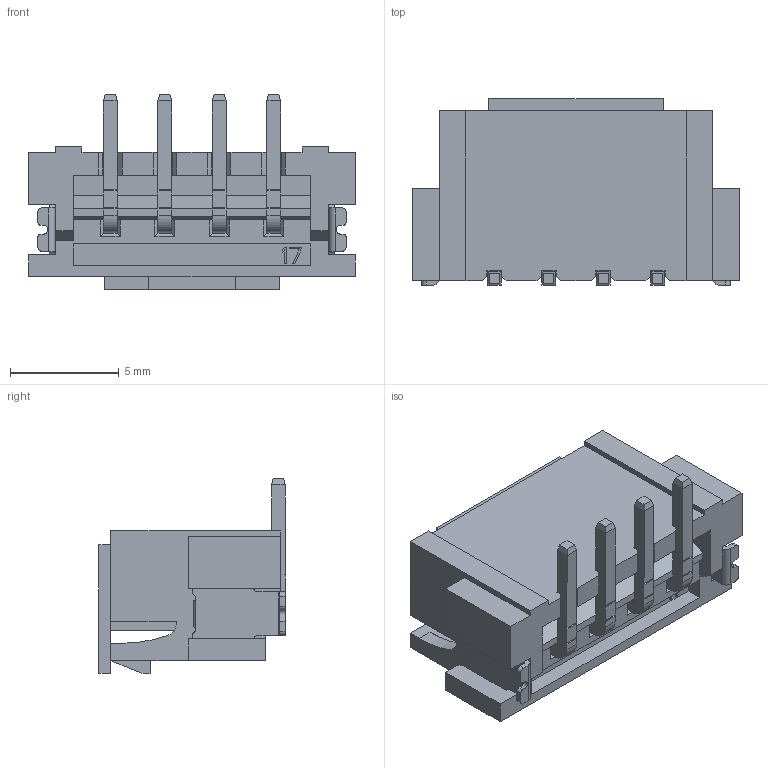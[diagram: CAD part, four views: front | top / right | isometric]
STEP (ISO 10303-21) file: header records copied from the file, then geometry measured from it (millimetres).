
FILE_DESCRIPTION((''),'2;1');
FILE_NAME('250-WTB-M-ST-SMT-CONN_4P','2021-03-30T',('Administrator'),(''),'CREO PARAMETRIC BY PTC INC, 2014500','CREO PARAMETRIC BY PTC INC, 2014500','');
FILE_SCHEMA(('CONFIG_CONTROL_DESIGN'));
Length unit declared in the file: millimetre
Products named in the file (1): 250-WTB-M-ST-SMT-CONN_4P
Bounding box: 15 x 8.55 x 8.96 mm (x, y, z)
Volume: 358.3 mm3; surface area: 1035 mm2
Topology: 1 solids, 17 shells, 522 faces, 1414 edges, 918 vertices
Faces by surface type: plane 461, cylinder 61
Entity records: 16144 total; most frequent: CARTESIAN_POINT 2868, ORIENTED_EDGE 2828, DIRECTION 2580, EDGE_CURVE 1414, VECTOR 1276, LINE 1276, VERTEX_POINT 918, AXIS2_PLACEMENT_3D 652
